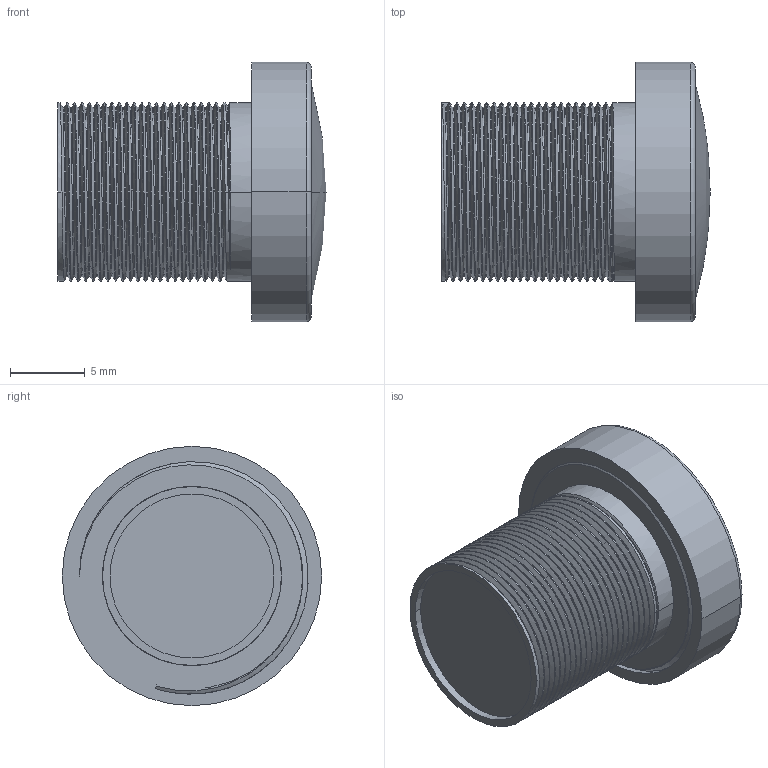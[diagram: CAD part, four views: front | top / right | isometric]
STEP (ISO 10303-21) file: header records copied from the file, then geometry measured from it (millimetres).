
FILE_DESCRIPTION((''),'2;1');
FILE_NAME('LN056','2021-06-29T15:44:31',('Arducam'),(''),'CREO PARAMETRIC BY PTC INC, 2019080','CREO PARAMETRIC BY PTC INC, 2019080','');
FILE_SCHEMA(('AUTOMOTIVE_DESIGN { 1 0 10303 214 1 1 1 1 }'));
Length unit declared in the file: millimetre
Products named in the file (1): LN056
Bounding box: 18 x 17.4 x 17.4 mm (x, y, z)
Volume: 2219.8 mm3; surface area: 1885 mm2
Topology: 2 solids, 2 shells, 90 faces, 229 edges, 145 vertices
Faces by surface type: cylinder 53, bspline 25, plane 8, torus 2, sphere 2
Entity records: 14137 total; most frequent: CARTESIAN_POINT 11592, ORIENTED_EDGE 454, DIRECTION 251, EDGE_CURVE 227, VERTEX_POINT 145, B_SPLINE_CURVE_WITH_KNOTS 130, EDGE_LOOP 94, FACE_OUTER_BOUND 90
